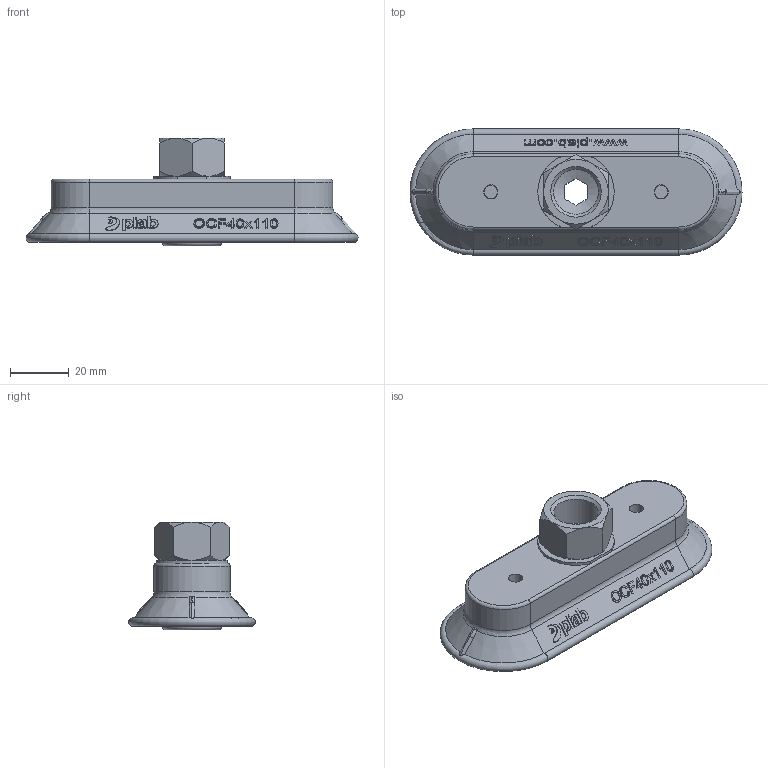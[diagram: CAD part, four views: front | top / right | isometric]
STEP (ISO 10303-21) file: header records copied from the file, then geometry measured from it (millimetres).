
FILE_DESCRIPTION( ( 'Unknown' ), '1' );
FILE_NAME( '0122860.stp', 'Unknown', ( 'Unknown' ), ( 'Unknown' ), 'PSStep 10.0', 'Unknown', ' ' );
FILE_SCHEMA( ( 'automotive_design' ) );
Length unit declared in the file: millimetre
Products named in the file (8): 0121869; Assem1; 0118282; 0118280; 0108038; 3113636; 0108230; 0121870
Bounding box: 112.99 x 42.99 x 36.7 mm (x, y, z)
Volume: 118139.9 mm3; surface area: 97842.1 mm2
Topology: 15 solids, 15 shells, 3912 faces, 10209 edges, 6483 vertices
Faces by surface type: plane 2163, cylinder 1101, torus 219, extrusion 144, bspline 132, cone 105, sphere 48
Full cylindrical faces by diameter (mm): 1 x3, 2.5 x84, 4.5 x6, 4.8 x6, 12.647 x3, 14 x3, 15.25 x3, 15.299 x3, 17 x3, 19 x3, 19.4 x3, 20 x3, 21 x3
Entity records: 45524 total; most frequent: CARTESIAN_POINT 14123, ORIENTED_EDGE 6612, DIRECTION 6170, EDGE_CURVE 3306, VERTEX_POINT 2150, AXIS2_PLACEMENT_3D 2094, VECTOR 1982, LINE 1934
